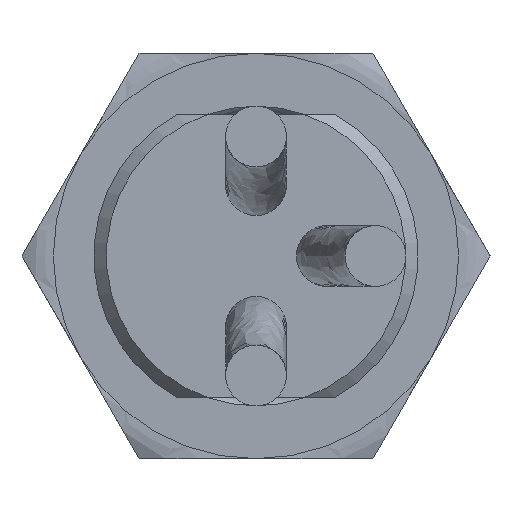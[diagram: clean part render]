
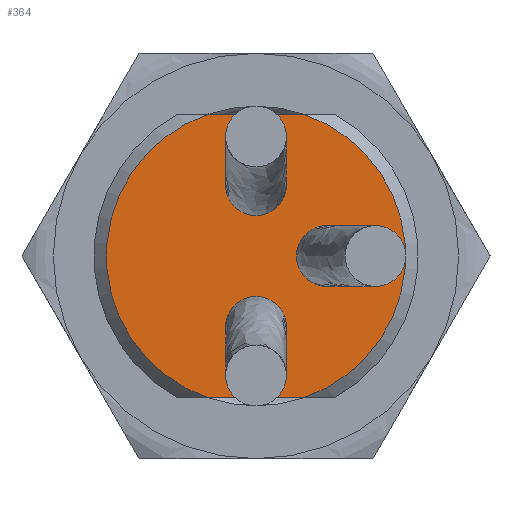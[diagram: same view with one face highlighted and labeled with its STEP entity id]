
A CAD part, front view. The second image highlights one B-rep face of the part: STEP entity #364.
In plain terms, the highlighted planar face has unit normal (0, -1, 0).
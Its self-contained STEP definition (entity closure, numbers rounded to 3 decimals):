
#105=LINE('',#1913,#163);
#112=LINE('',#1947,#170);
#163=VECTOR('',#1524,1.);
#170=VECTOR('',#1533,1.);
#270=FACE_BOUND('',#536,.T.);
#271=FACE_BOUND('',#537,.T.);
#272=FACE_BOUND('',#538,.T.);
#273=FACE_BOUND('',#539,.T.);
#364=ADVANCED_FACE('',(#270,#271,#272,#273),#437,.F.);
#437=PLANE('',#1340);
#536=EDGE_LOOP('',(#739));
#537=EDGE_LOOP('',(#740));
#538=EDGE_LOOP('',(#741));
#539=EDGE_LOOP('',(#742,#743,#744,#745));
#739=ORIENTED_EDGE('',*,*,#1133,.T.);
#740=ORIENTED_EDGE('',*,*,#1134,.T.);
#741=ORIENTED_EDGE('',*,*,#1135,.T.);
#742=ORIENTED_EDGE('',*,*,#1098,.F.);
#743=ORIENTED_EDGE('',*,*,#1132,.T.);
#744=ORIENTED_EDGE('',*,*,#1087,.F.);
#745=ORIENTED_EDGE('',*,*,#1136,.T.);
#967=VERTEX_POINT('',#1912);
#968=VERTEX_POINT('',#1914);
#974=VERTEX_POINT('',#1946);
#975=VERTEX_POINT('',#1948);
#1001=VERTEX_POINT('',#2022);
#1002=VERTEX_POINT('',#2024);
#1003=VERTEX_POINT('',#2026);
#1087=EDGE_CURVE('',#967,#968,#105,.T.);
#1098=EDGE_CURVE('',#974,#975,#112,.T.);
#1132=EDGE_CURVE('',#974,#968,#1232,.T.);
#1133=EDGE_CURVE('',#1001,#1001,#1233,.T.);
#1134=EDGE_CURVE('',#1002,#1002,#1234,.T.);
#1135=EDGE_CURVE('',#1003,#1003,#1235,.T.);
#1136=EDGE_CURVE('',#967,#975,#1236,.T.);
#1232=CIRCLE('',#1334,3.69);
#1233=CIRCLE('',#1336,0.75);
#1234=CIRCLE('',#1337,0.75);
#1235=CIRCLE('',#1338,0.75);
#1236=CIRCLE('',#1339,3.69);
#1334=AXIS2_PLACEMENT_3D('',#2019,#1592,#1593);
#1336=AXIS2_PLACEMENT_3D('',#2021,#1596,#1597);
#1337=AXIS2_PLACEMENT_3D('',#2023,#1598,#1599);
#1338=AXIS2_PLACEMENT_3D('',#2025,#1600,#1601);
#1339=AXIS2_PLACEMENT_3D('',#2027,#1602,#1603);
#1340=AXIS2_PLACEMENT_3D('',#2028,#1604,#1605);
#1524=DIRECTION('',(-1.,0.,0.));
#1533=DIRECTION('',(1.,0.,0.));
#1592=DIRECTION('',(0.,-1.,0.));
#1593=DIRECTION('',(0.,0.,-1.));
#1596=DIRECTION('',(0.,1.,0.));
#1597=DIRECTION('',(0.,0.,1.));
#1598=DIRECTION('',(0.,1.,0.));
#1599=DIRECTION('',(0.,0.,1.));
#1600=DIRECTION('',(0.,1.,0.));
#1601=DIRECTION('',(0.,0.,1.));
#1602=DIRECTION('',(0.,-1.,0.));
#1603=DIRECTION('',(0.,0.,-1.));
#1604=DIRECTION('',(0.,1.,0.));
#1605=DIRECTION('',(0.,0.,1.));
#1912=CARTESIAN_POINT('',(45.271,67.377,34.874));
#1913=CARTESIAN_POINT('',(44.102,67.377,34.874));
#1914=CARTESIAN_POINT('',(42.933,67.377,34.874));
#1946=CARTESIAN_POINT('',(42.933,67.377,41.873));
#1947=CARTESIAN_POINT('',(44.102,67.377,41.874));
#1948=CARTESIAN_POINT('',(45.27,67.377,41.874));
#2019=CARTESIAN_POINT('',(44.102,67.377,38.374));
#2021=CARTESIAN_POINT('',(45.852,67.377,38.374));
#2022=CARTESIAN_POINT('',(45.852,67.377,39.124));
#2023=CARTESIAN_POINT('',(44.102,67.377,40.124));
#2024=CARTESIAN_POINT('',(44.102,67.377,40.874));
#2025=CARTESIAN_POINT('',(44.102,67.377,36.624));
#2026=CARTESIAN_POINT('',(44.102,67.377,37.374));
#2027=CARTESIAN_POINT('',(44.102,67.377,38.374));
#2028=CARTESIAN_POINT('',(47.792,67.377,38.374));
